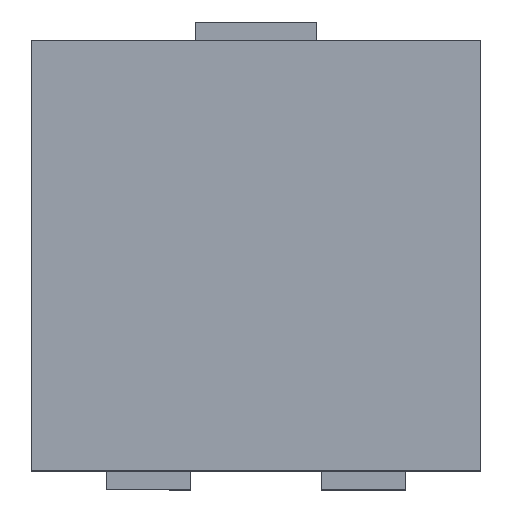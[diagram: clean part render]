
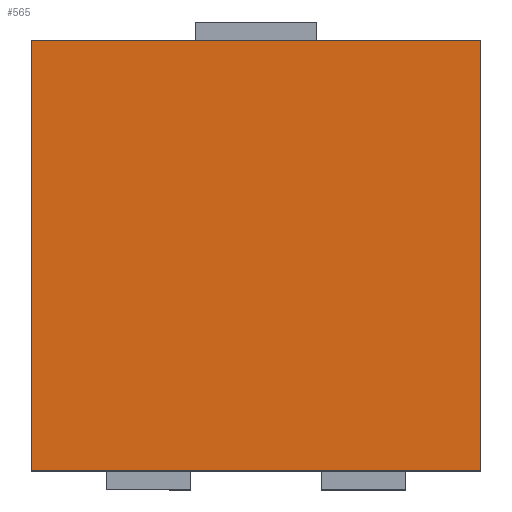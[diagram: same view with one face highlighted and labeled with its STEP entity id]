
A CAD part, top view. The second image highlights one B-rep face of the part: STEP entity #565.
In plain terms, the highlighted planar face has unit normal (0, 0, 1).
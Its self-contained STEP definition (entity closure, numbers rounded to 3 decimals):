
#389=CARTESIAN_POINT('',(2.4,-2.3,3.71));
#390=VERTEX_POINT('',#389);
#397=CARTESIAN_POINT('',(-2.4,-2.3,3.71));
#398=VERTEX_POINT('',#397);
#399=CARTESIAN_POINT('',(-2.4,-2.3,3.71));
#400=DIRECTION('',(1.0,0.0,0.0));
#401=VECTOR('',#400,4.8);
#402=LINE('',#399,#401);
#403=EDGE_CURVE('',#398,#390,#402,.T.);
#437=CARTESIAN_POINT('',(2.4,2.3,3.71));
#438=VERTEX_POINT('',#437);
#445=CARTESIAN_POINT('',(2.4,-2.3,3.71));
#446=DIRECTION('',(0.0,1.0,0.0));
#447=VECTOR('',#446,4.6);
#448=LINE('',#445,#447);
#449=EDGE_CURVE('',#390,#438,#448,.T.);
#493=CARTESIAN_POINT('',(-2.4,2.3,3.71));
#494=VERTEX_POINT('',#493);
#501=CARTESIAN_POINT('',(2.4,2.3,3.71));
#502=DIRECTION('',(-1.0,0.0,0.0));
#503=VECTOR('',#502,4.8);
#504=LINE('',#501,#503);
#505=EDGE_CURVE('',#438,#494,#504,.T.);
#549=CARTESIAN_POINT('',(0.0,0.0,3.71));
#550=DIRECTION('',(0.0,0.0,1.0));
#551=DIRECTION('',(-1.0,0.0,0.0));
#552=AXIS2_PLACEMENT_3D('',#549,#550,#551);
#553=PLANE('',#552);
#554=CARTESIAN_POINT('',(-2.4,2.3,3.71));
#555=DIRECTION('',(0.0,-1.0,0.0));
#556=VECTOR('',#555,4.6);
#557=LINE('',#554,#556);
#558=EDGE_CURVE('',#494,#398,#557,.T.);
#559=ORIENTED_EDGE('',*,*,#558,.T.);
#560=ORIENTED_EDGE('',*,*,#403,.T.);
#561=ORIENTED_EDGE('',*,*,#449,.T.);
#562=ORIENTED_EDGE('',*,*,#505,.T.);
#563=EDGE_LOOP('',(#559,#560,#561,#562));
#564=FACE_OUTER_BOUND('',#563,.T.);
#565=ADVANCED_FACE('',(#564),#553,.T.);
